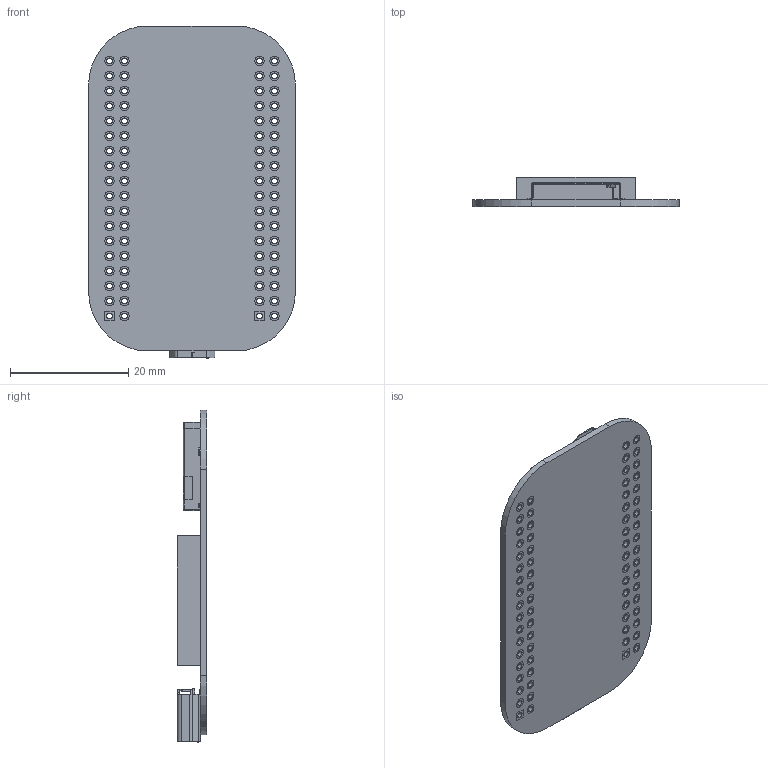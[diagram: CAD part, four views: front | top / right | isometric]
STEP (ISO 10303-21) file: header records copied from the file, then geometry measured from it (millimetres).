
FILE_DESCRIPTION (( 'STEP AP214' ), '1' );
FILE_NAME ('POCKETBEAGLE-SC-569.STEP', '2018-04-21T12:09:19', ( '' ), ( '' ), 'SwSTEP 2.0', 'SolidWorks 2017', '' );
FILE_SCHEMA (( 'AUTOMOTIVE_DESIGN' ));
Length unit declared in the file: millimetre
Products named in the file (1): POCKETBEAGLE-SC-569
Bounding box: 35 x 5 x 56.2 mm (x, y, z)
Volume: 3885.4 mm3; surface area: 8013.5 mm2
Topology: 79 solids, 79 shells, 1143 faces, 2890 edges, 1884 vertices
Faces by surface type: cylinder 562, plane 561, bspline 14, cone 6
Entity records: 48765 total; most frequent: CARTESIAN_POINT 6334, DIRECTION 6219, ORIENTED_EDGE 5780, EDGE_CURVE 2890, AXIS2_PLACEMENT_3D 2236, VERTEX_POINT 1884, VECTOR 1747, LINE 1747
